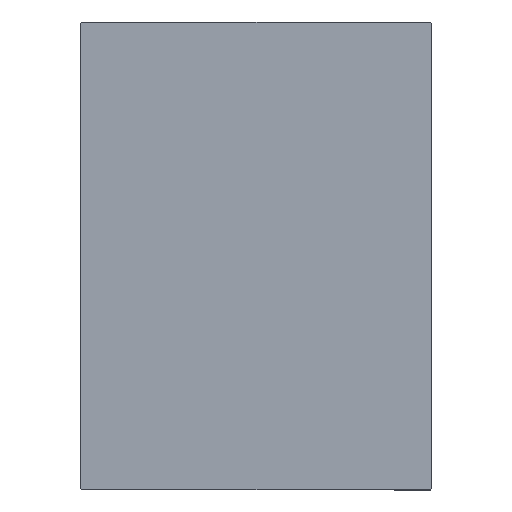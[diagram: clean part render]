
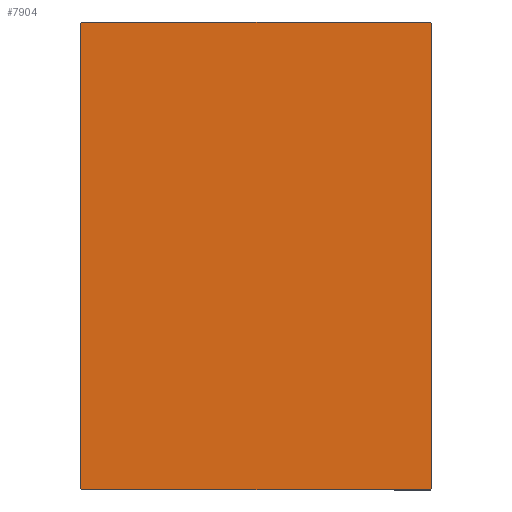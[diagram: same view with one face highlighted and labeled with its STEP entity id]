
A CAD part, left-side view. The second image highlights one B-rep face of the part: STEP entity #7904.
In plain terms, the highlighted face is planar.
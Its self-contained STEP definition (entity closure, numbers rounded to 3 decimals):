
#1037 = CARTESIAN_POINT ( 'NONE',  ( 193., 43.6, 43.6 ) ) ;
#1639 = CARTESIAN_POINT ( 'NONE',  ( 193., 37.2, 50. ) ) ;
#1960 = CARTESIAN_POINT ( 'NONE',  ( 193., -37.2, -50. ) ) ;
#2094 = CARTESIAN_POINT ( 'NONE',  ( 193., -37.5, -49.7 ) ) ;
#4190 = VECTOR ( 'NONE', #12684, 1000. ) ;
#4223 = CARTESIAN_POINT ( 'NONE',  ( 193., 37.5, 49.7 ) ) ;
#4392 = VECTOR ( 'NONE', #14083, 1000. ) ;
#4686 = EDGE_CURVE ( 'NONE', #42717, #24109, #24012, .T. ) ;
#5845 = LINE ( 'NONE', #19346, #4190 ) ;
#6863 = VERTEX_POINT ( 'NONE', #38996 ) ;
#7192 = ORIENTED_EDGE ( 'NONE', *, *, #30741, .T. ) ;
#7904 = ADVANCED_FACE ( 'NONE', ( #8360 ), #18556, .T. ) ;
#8360 = FACE_OUTER_BOUND ( 'NONE', #11167, .T. ) ;
#9726 = ORIENTED_EDGE ( 'NONE', *, *, #12989, .T. ) ;
#10365 = DIRECTION ( 'NONE',  ( 0., 1., 0. ) ) ;
#10440 = CARTESIAN_POINT ( 'NONE',  ( 193., -37.5, 50. ) ) ;
#11167 = EDGE_LOOP ( 'NONE', ( #21075, #42483, #7192, #33125, #37925, #36478, #24662, #9726 ) ) ;
#12531 = EDGE_CURVE ( 'NONE', #22687, #42717, #24505, .T. ) ;
#12684 = DIRECTION ( 'NONE',  ( 0., 0.707, 0.707 ) ) ;
#12989 = EDGE_CURVE ( 'NONE', #21407, #35631, #35425, .T. ) ;
#14083 = DIRECTION ( 'NONE',  ( 0., -0.707, 0.707 ) ) ;
#14572 = DIRECTION ( 'NONE',  ( 0., 0., -1. ) ) ;
#14943 = VECTOR ( 'NONE', #34379, 1000. ) ;
#15127 = CARTESIAN_POINT ( 'NONE',  ( 193., 37.5, -50. ) ) ;
#17901 = DIRECTION ( 'NONE',  ( 1., 0., 0. ) ) ;
#18556 = PLANE ( 'NONE',  #26911 ) ;
#19346 = CARTESIAN_POINT ( 'NONE',  ( 193., 43.6, -43.6 ) ) ;
#19929 = CARTESIAN_POINT ( 'NONE',  ( 193., -37.2, 50. ) ) ;
#20000 = DIRECTION ( 'NONE',  ( 0., 0., -1. ) ) ;
#20693 = CARTESIAN_POINT ( 'NONE',  ( 193., 37.5, 50. ) ) ;
#21075 = ORIENTED_EDGE ( 'NONE', *, *, #22866, .T. ) ;
#21407 = VERTEX_POINT ( 'NONE', #2094 ) ;
#21675 = DIRECTION ( 'NONE',  ( 0., 0.707, -0.707 ) ) ;
#21985 = CARTESIAN_POINT ( 'NONE',  ( 193., 37.5, -49.7 ) ) ;
#22574 = LINE ( 'NONE', #41388, #43453 ) ;
#22653 = CARTESIAN_POINT ( 'NONE',  ( 193., -37.5, 49.7 ) ) ;
#22687 = VERTEX_POINT ( 'NONE', #4223 ) ;
#22866 = EDGE_CURVE ( 'NONE', #35631, #6863, #22574, .T. ) ;
#23574 = DIRECTION ( 'NONE',  ( 0., -1., 0. ) ) ;
#24012 = LINE ( 'NONE', #20693, #33302 ) ;
#24109 = VERTEX_POINT ( 'NONE', #19929 ) ;
#24505 = LINE ( 'NONE', #1037, #4392 ) ;
#24662 = ORIENTED_EDGE ( 'NONE', *, *, #37277, .T. ) ;
#26323 = VECTOR ( 'NONE', #21675, 1000. ) ;
#26911 = AXIS2_PLACEMENT_3D ( 'NONE', #38292, #17901, #14572 ) ;
#27459 = VECTOR ( 'NONE', #28661, 1000. ) ;
#28661 = DIRECTION ( 'NONE',  ( 0., 0., 1. ) ) ;
#30741 = EDGE_CURVE ( 'NONE', #40484, #22687, #41958, .T. ) ;
#31659 = CARTESIAN_POINT ( 'NONE',  ( 193., -43.6, -43.6 ) ) ;
#33125 = ORIENTED_EDGE ( 'NONE', *, *, #12531, .T. ) ;
#33302 = VECTOR ( 'NONE', #23574, 1000. ) ;
#33432 = EDGE_CURVE ( 'NONE', #6863, #40484, #5845, .T. ) ;
#34379 = DIRECTION ( 'NONE',  ( 0., -0.707, -0.707 ) ) ;
#34584 = CARTESIAN_POINT ( 'NONE',  ( 193., -43.6, 43.6 ) ) ;
#35425 = LINE ( 'NONE', #31659, #26323 ) ;
#35631 = VERTEX_POINT ( 'NONE', #1960 ) ;
#36478 = ORIENTED_EDGE ( 'NONE', *, *, #40679, .T. ) ;
#37277 = EDGE_CURVE ( 'NONE', #42741, #21407, #41034, .T. ) ;
#37925 = ORIENTED_EDGE ( 'NONE', *, *, #4686, .T. ) ;
#38292 = CARTESIAN_POINT ( 'NONE',  ( 193., 0., 0. ) ) ;
#38996 = CARTESIAN_POINT ( 'NONE',  ( 193., 37.2, -50. ) ) ;
#40484 = VERTEX_POINT ( 'NONE', #21985 ) ;
#40679 = EDGE_CURVE ( 'NONE', #24109, #42741, #41010, .T. ) ;
#41010 = LINE ( 'NONE', #34584, #14943 ) ;
#41034 = LINE ( 'NONE', #10440, #41781 ) ;
#41388 = CARTESIAN_POINT ( 'NONE',  ( 193., -37.5, -50. ) ) ;
#41781 = VECTOR ( 'NONE', #20000, 1000. ) ;
#41958 = LINE ( 'NONE', #15127, #27459 ) ;
#42483 = ORIENTED_EDGE ( 'NONE', *, *, #33432, .T. ) ;
#42717 = VERTEX_POINT ( 'NONE', #1639 ) ;
#42741 = VERTEX_POINT ( 'NONE', #22653 ) ;
#43453 = VECTOR ( 'NONE', #10365, 1000. ) ;
